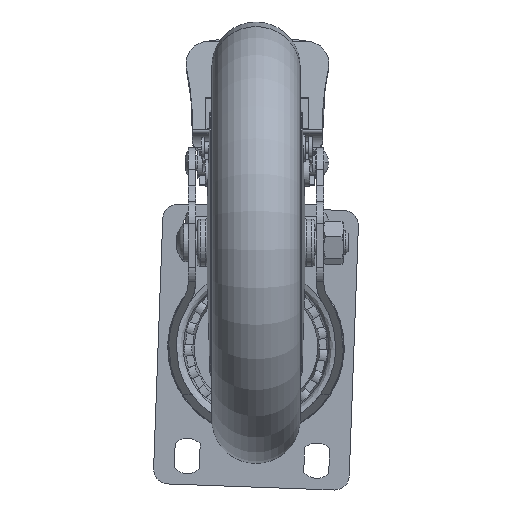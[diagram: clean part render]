
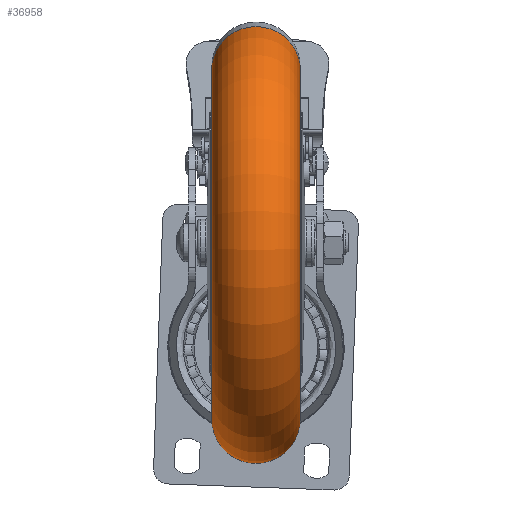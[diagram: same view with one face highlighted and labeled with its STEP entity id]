
A CAD part, front view. The second image highlights one B-rep face of the part: STEP entity #36958.
In plain terms, the highlighted toroidal (fillet/blend) face has major radius 60 mm and minor radius 15 mm.
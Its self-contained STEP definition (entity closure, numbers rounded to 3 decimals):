
#821 = DIRECTION ( 'NONE',  ( 0., -0.205, 0.979 ) ) ;
#1045 = DIRECTION ( 'NONE',  ( -1., 0., 0. ) ) ;
#1388 = CARTESIAN_POINT ( 'NONE',  ( 15., 4.361, 6.041 ) ) ;
#2650 = DIRECTION ( 'NONE',  ( 0., -0.205, 0.979 ) ) ;
#3021 = EDGE_CURVE ( 'NONE', #50632, #39133, #48506, .T. ) ;
#7289 = TOROIDAL_SURFACE ( 'NONE', #29642, 60., 15. ) ;
#9320 = ORIENTED_EDGE ( 'NONE', *, *, #54925, .T. ) ;
#9464 = EDGE_CURVE ( 'NONE', #35757, #39988, #21622, .T. ) ;
#12224 = ORIENTED_EDGE ( 'NONE', *, *, #9464, .F. ) ;
#13521 = DIRECTION ( 'NONE',  ( 0., -0.979, -0.205 ) ) ;
#15718 = EDGE_LOOP ( 'NONE', ( #57437, #39369, #9320, #12224 ) ) ;
#16517 = CARTESIAN_POINT ( 'NONE',  ( -15., -7.912, 64.772 ) ) ;
#19304 = CARTESIAN_POINT ( 'NONE',  ( 15., 16.633, -52.691 ) ) ;
#21622 = CIRCLE ( 'NONE', #51707, 60. ) ;
#25591 = DIRECTION ( 'NONE',  ( -1., 0., 0. ) ) ;
#29550 = EDGE_CURVE ( 'NONE', #50632, #35757, #51578, .T. ) ;
#29642 = AXIS2_PLACEMENT_3D ( 'NONE', #39842, #25591, #54077 ) ;
#30976 = DIRECTION ( 'NONE',  ( 0., 0.979, 0.205 ) ) ;
#32353 = FACE_OUTER_BOUND ( 'NONE', #15718, .T. ) ;
#35757 = VERTEX_POINT ( 'NONE', #39299 ) ;
#36958 = ADVANCED_FACE ( 'NONE', ( #32353 ), #7289, .T. ) ;
#39133 = VERTEX_POINT ( 'NONE', #52050 ) ;
#39299 = CARTESIAN_POINT ( 'NONE',  ( -15., 16.633, -52.691 ) ) ;
#39369 = ORIENTED_EDGE ( 'NONE', *, *, #3021, .T. ) ;
#39842 = CARTESIAN_POINT ( 'NONE',  ( 0., 4.361, 6.041 ) ) ;
#39988 = VERTEX_POINT ( 'NONE', #16517 ) ;
#41529 = AXIS2_PLACEMENT_3D ( 'NONE', #59257, #30976, #2650 ) ;
#41714 = CARTESIAN_POINT ( 'NONE',  ( 0., -7.912, 64.772 ) ) ;
#43930 = DIRECTION ( 'NONE',  ( 0., -0.205, 0.979 ) ) ;
#43998 = DIRECTION ( 'NONE',  ( -1., 0., 0. ) ) ;
#44080 = CARTESIAN_POINT ( 'NONE',  ( -15., 4.361, 6.041 ) ) ;
#45115 = AXIS2_PLACEMENT_3D ( 'NONE', #1388, #1045, #821 ) ;
#46468 = DIRECTION ( 'NONE',  ( 0., 0.205, -0.979 ) ) ;
#48506 = CIRCLE ( 'NONE', #45115, 60. ) ;
#50357 = CIRCLE ( 'NONE', #56962, 15. ) ;
#50632 = VERTEX_POINT ( 'NONE', #19304 ) ;
#51578 = CIRCLE ( 'NONE', #41529, 15. ) ;
#51707 = AXIS2_PLACEMENT_3D ( 'NONE', #44080, #43998, #43930 ) ;
#52050 = CARTESIAN_POINT ( 'NONE',  ( 15., -7.912, 64.772 ) ) ;
#54077 = DIRECTION ( 'NONE',  ( 0., -0.205, 0.979 ) ) ;
#54925 = EDGE_CURVE ( 'NONE', #39133, #39988, #50357, .T. ) ;
#56962 = AXIS2_PLACEMENT_3D ( 'NONE', #41714, #13521, #46468 ) ;
#57437 = ORIENTED_EDGE ( 'NONE', *, *, #29550, .F. ) ;
#59257 = CARTESIAN_POINT ( 'NONE',  ( 0., 16.633, -52.691 ) ) ;
